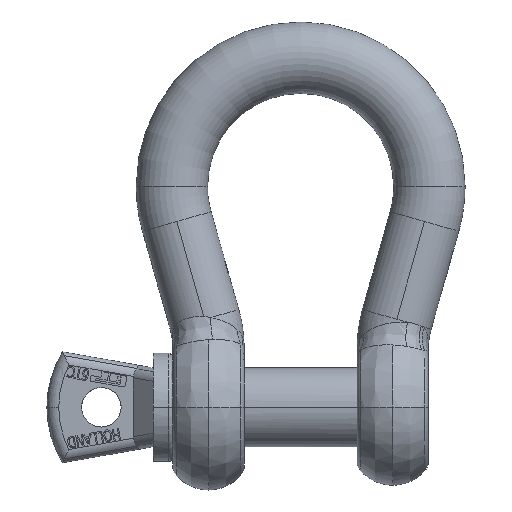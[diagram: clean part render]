
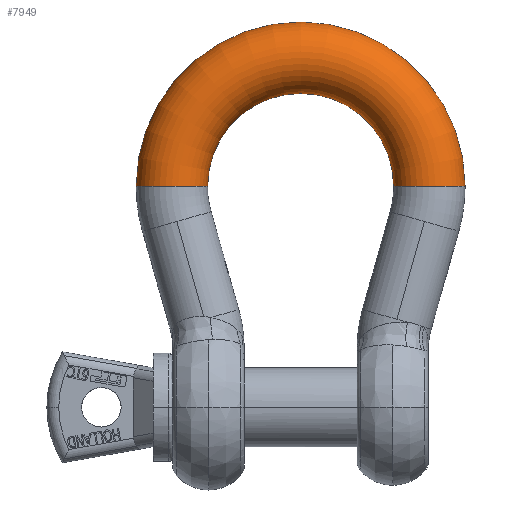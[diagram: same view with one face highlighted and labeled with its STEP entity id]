
A CAD part, top view. The second image highlights one B-rep face of the part: STEP entity #7949.
In plain terms, the highlighted toroidal (fillet/blend) face has major radius 68.5 mm and minor radius 19 mm.
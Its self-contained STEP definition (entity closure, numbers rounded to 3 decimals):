
#4433=AXIS2_PLACEMENT_3D('Circle Axis2P3D',#4431,#4432,$) ;
#7922=AXIS2_PLACEMENT_3D('Torus Axis2P3D',#7919,#7920,#7921) ;
#7926=AXIS2_PLACEMENT_3D('Circle Axis2P3D',#7924,#7925,$) ;
#7933=AXIS2_PLACEMENT_3D('Circle Axis2P3D',#7931,#7932,$) ;
#7940=AXIS2_PLACEMENT_3D('Circle Axis2P3D',#7938,#7939,$) ;
#4428=CARTESIAN_POINT('Vertex',(87.5,117.5,0.)) ;
#4431=CARTESIAN_POINT('Axis2P3D Location',(68.5,117.5,0.)) ;
#4435=CARTESIAN_POINT('Vertex',(49.5,117.5,0.)) ;
#7919=CARTESIAN_POINT('Axis2P3D Location',(0.,117.5,0.)) ;
#7924=CARTESIAN_POINT('Axis2P3D Location',(0.,117.5,0.)) ;
#7928=CARTESIAN_POINT('Vertex',(-49.5,117.5,0.)) ;
#7931=CARTESIAN_POINT('Axis2P3D Location',(0.,117.5,0.)) ;
#7935=CARTESIAN_POINT('Vertex',(-87.5,117.5,0.)) ;
#7938=CARTESIAN_POINT('Axis2P3D Location',(-68.5,117.5,0.)) ;
#4432=DIRECTION('Axis2P3D Direction',(0.,1.,0.)) ;
#7920=DIRECTION('Axis2P3D Direction',(0.,0.,-1.)) ;
#7921=DIRECTION('Axis2P3D XDirection',(-1.,0.,0.)) ;
#7925=DIRECTION('Axis2P3D Direction',(0.,0.,-1.)) ;
#7932=DIRECTION('Axis2P3D Direction',(0.,0.,-1.)) ;
#7939=DIRECTION('Axis2P3D Direction',(0.,-1.,0.)) ;
#7944=ORIENTED_EDGE('',*,*,#7930,.F.) ;
#7945=ORIENTED_EDGE('',*,*,#4437,.T.) ;
#7946=ORIENTED_EDGE('',*,*,#7937,.F.) ;
#7947=ORIENTED_EDGE('',*,*,#7942,.T.) ;
#7949=ADVANCED_FACE('',(#7948),#7923,.T.) ;
#4434=CIRCLE('generated circle',#4433,19.) ;
#7927=CIRCLE('generated circle',#7926,49.5) ;
#7934=CIRCLE('generated circle',#7933,87.5) ;
#7941=CIRCLE('generated circle',#7940,19.) ;
#7923=TOROIDAL_SURFACE('homeo Torus',#7922,68.5,19.) ;
#4437=EDGE_CURVE('',#4436,#4429,#4434,.T.) ;
#7930=EDGE_CURVE('',#4436,#7929,#7927,.F.) ;
#7937=EDGE_CURVE('',#7936,#4429,#7934,.T.) ;
#7942=EDGE_CURVE('',#7936,#7929,#7941,.F.) ;
#7943=EDGE_LOOP('',(#7944,#7945,#7946,#7947)) ;
#7948=FACE_OUTER_BOUND('',#7943,.T.) ;
#4429=VERTEX_POINT('',#4428) ;
#4436=VERTEX_POINT('',#4435) ;
#7929=VERTEX_POINT('',#7928) ;
#7936=VERTEX_POINT('',#7935) ;
